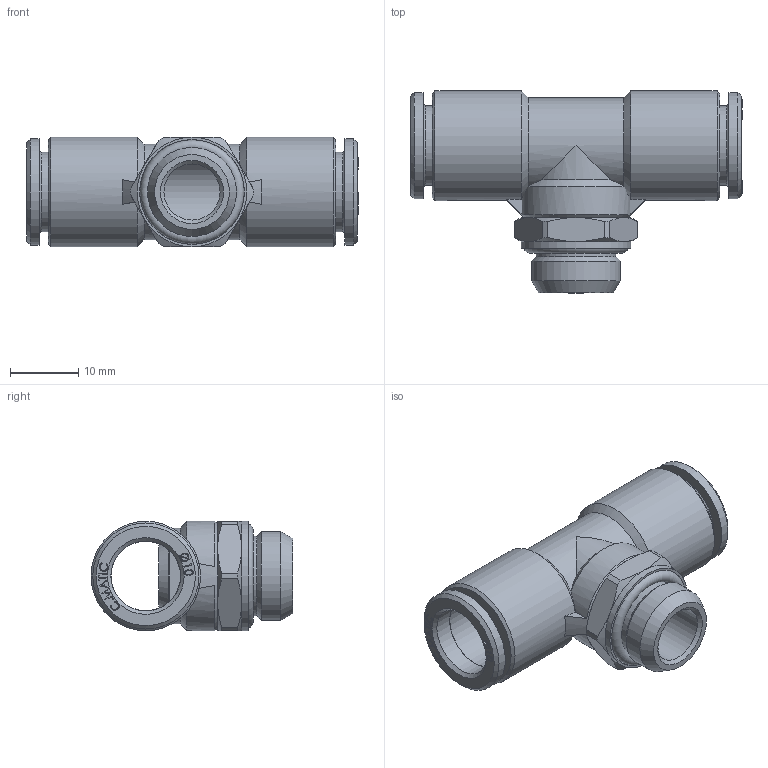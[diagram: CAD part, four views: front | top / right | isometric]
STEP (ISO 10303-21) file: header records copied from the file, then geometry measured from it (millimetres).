
FILE_DESCRIPTION(/* description */ ('STEP AP214'),/* implementation_level */ '2;1');
FILE_NAME(/* name */ 'B0120052',/* time_stamp */ '2023-03-30T11:20:02+02:00',/* author */ ('License CC BY-ND 4.0'),/* organization */ ('CADENAS'),/* preprocessor_version */ 'ST-DEVELOPER v19.3',/* originating_system */ 'PARTsolutions',/* authorisation */ ' ');
FILE_SCHEMA (('AUTOMOTIVE_DESIGN {1 0 10303 214 3 1 1}'));
Length unit declared in the file: metre
Products named in the file (3): B0120052; B0120052_PART2; B0120052_PART1
Assembly tree (2 placements, depth 2):
  B0120052
    B0120052_PART2
    B0120052_PART1
Bounding box: 48.5 x 29.5 x 16 mm (x, y, z)
Volume: 6592.5 mm3; surface area: 6019.9 mm2
Topology: 2 solids, 2 shells, 315 faces, 799 edges, 525 vertices
Faces by surface type: plane 170, bspline 86, cone 31, cylinder 27, torus 1
Full cylindrical faces by diameter (mm): 8.2 x1, 10.15 x1, 10.2 x2, 10.45 x1, 11.6 x1, 11.62 x2, 13 x1, 15.5 x2, 16 x3
Entity records: 16637 total; most frequent: CARTESIAN_POINT 7535, ORIENTED_EDGE 1516, DIRECTION 1104, EDGE_CURVE 758, VERTEX_POINT 515, LINE 456, VECTOR 456, FACE_BOUND 387
